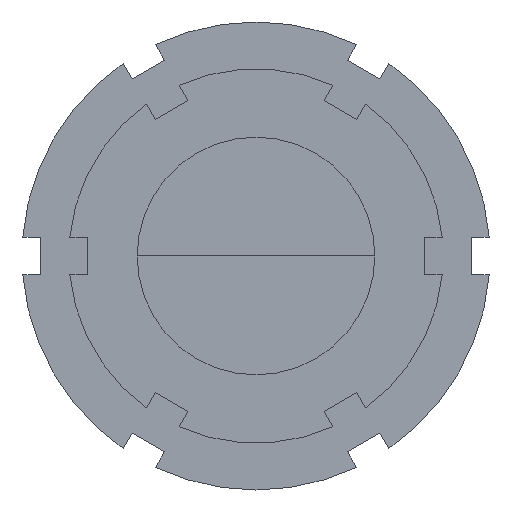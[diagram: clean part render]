
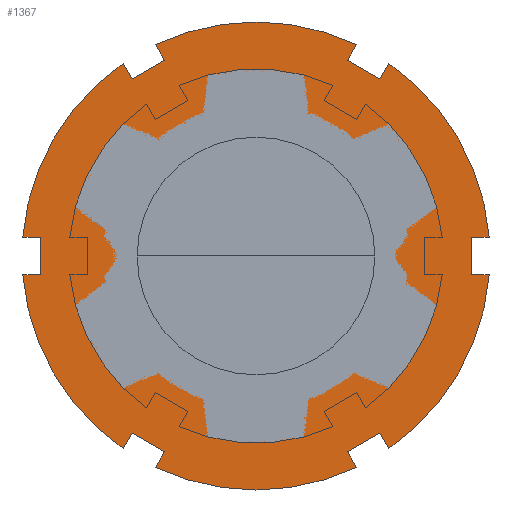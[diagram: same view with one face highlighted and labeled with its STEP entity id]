
A CAD part, left-side view. The second image highlights one B-rep face of the part: STEP entity #1367.
In plain terms, the highlighted planar face has unit normal (-1, 0, 0).
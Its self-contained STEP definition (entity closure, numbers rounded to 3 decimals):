
#65=FACE_BOUND('',#198,.T.);
#123=FACE_OUTER_BOUND('',#197,.T.);
#197=EDGE_LOOP('',(#1031,#1032,#1033,#1034,#1035,#1036,#1037,#1038,#1039,
#1040,#1041,#1042,#1043,#1044,#1045,#1046,#1047,#1048,#1049,#1050,#1051,
#1052,#1053,#1054));
#198=EDGE_LOOP('',(#1055,#1056));
#301=LINE('',#2146,#437);
#302=LINE('',#2150,#438);
#303=LINE('',#2152,#439);
#304=LINE('',#2154,#440);
#305=LINE('',#2158,#441);
#306=LINE('',#2160,#442);
#307=LINE('',#2162,#443);
#308=LINE('',#2166,#444);
#309=LINE('',#2168,#445);
#310=LINE('',#2170,#446);
#311=LINE('',#2174,#447);
#312=LINE('',#2176,#448);
#313=LINE('',#2178,#449);
#314=LINE('',#2182,#450);
#315=LINE('',#2184,#451);
#316=LINE('',#2186,#452);
#317=LINE('',#2190,#453);
#318=LINE('',#2191,#454);
#437=VECTOR('',#1724,304.8);
#438=VECTOR('',#1727,304.8);
#439=VECTOR('',#1728,304.8);
#440=VECTOR('',#1729,304.8);
#441=VECTOR('',#1732,304.8);
#442=VECTOR('',#1733,304.8);
#443=VECTOR('',#1734,304.8);
#444=VECTOR('',#1737,304.8);
#445=VECTOR('',#1738,304.8);
#446=VECTOR('',#1739,304.8);
#447=VECTOR('',#1742,304.8);
#448=VECTOR('',#1743,304.8);
#449=VECTOR('',#1744,304.8);
#450=VECTOR('',#1747,304.8);
#451=VECTOR('',#1748,304.8);
#452=VECTOR('',#1749,304.8);
#453=VECTOR('',#1752,304.8);
#454=VECTOR('',#1753,304.8);
#531=CIRCLE('',#1467,62.5);
#532=CIRCLE('',#1468,62.5);
#533=CIRCLE('',#1469,62.5);
#534=CIRCLE('',#1470,62.5);
#535=CIRCLE('',#1471,62.5);
#536=CIRCLE('',#1472,62.5);
#537=CIRCLE('',#1473,31.75);
#538=CIRCLE('',#1474,31.75);
#613=VERTEX_POINT('',#2144);
#614=VERTEX_POINT('',#2145);
#615=VERTEX_POINT('',#2147);
#616=VERTEX_POINT('',#2149);
#617=VERTEX_POINT('',#2151);
#618=VERTEX_POINT('',#2153);
#619=VERTEX_POINT('',#2155);
#620=VERTEX_POINT('',#2157);
#621=VERTEX_POINT('',#2159);
#622=VERTEX_POINT('',#2161);
#623=VERTEX_POINT('',#2163);
#624=VERTEX_POINT('',#2165);
#625=VERTEX_POINT('',#2167);
#626=VERTEX_POINT('',#2169);
#627=VERTEX_POINT('',#2171);
#628=VERTEX_POINT('',#2173);
#629=VERTEX_POINT('',#2175);
#630=VERTEX_POINT('',#2177);
#631=VERTEX_POINT('',#2179);
#632=VERTEX_POINT('',#2181);
#633=VERTEX_POINT('',#2183);
#634=VERTEX_POINT('',#2185);
#635=VERTEX_POINT('',#2187);
#636=VERTEX_POINT('',#2189);
#637=VERTEX_POINT('',#2192);
#638=VERTEX_POINT('',#2193);
#761=EDGE_CURVE('',#613,#614,#301,.T.);
#762=EDGE_CURVE('',#614,#615,#531,.T.);
#763=EDGE_CURVE('',#615,#616,#302,.T.);
#764=EDGE_CURVE('',#616,#617,#303,.T.);
#765=EDGE_CURVE('',#617,#618,#304,.T.);
#766=EDGE_CURVE('',#618,#619,#532,.T.);
#767=EDGE_CURVE('',#619,#620,#305,.T.);
#768=EDGE_CURVE('',#620,#621,#306,.T.);
#769=EDGE_CURVE('',#621,#622,#307,.T.);
#770=EDGE_CURVE('',#622,#623,#533,.T.);
#771=EDGE_CURVE('',#623,#624,#308,.T.);
#772=EDGE_CURVE('',#624,#625,#309,.T.);
#773=EDGE_CURVE('',#625,#626,#310,.T.);
#774=EDGE_CURVE('',#626,#627,#534,.T.);
#775=EDGE_CURVE('',#627,#628,#311,.T.);
#776=EDGE_CURVE('',#628,#629,#312,.T.);
#777=EDGE_CURVE('',#629,#630,#313,.T.);
#778=EDGE_CURVE('',#630,#631,#535,.T.);
#779=EDGE_CURVE('',#631,#632,#314,.T.);
#780=EDGE_CURVE('',#632,#633,#315,.T.);
#781=EDGE_CURVE('',#633,#634,#316,.T.);
#782=EDGE_CURVE('',#634,#635,#536,.T.);
#783=EDGE_CURVE('',#635,#636,#317,.T.);
#784=EDGE_CURVE('',#636,#613,#318,.T.);
#785=EDGE_CURVE('',#637,#638,#537,.T.);
#786=EDGE_CURVE('',#638,#637,#538,.T.);
#1031=ORIENTED_EDGE('',*,*,#761,.T.);
#1032=ORIENTED_EDGE('',*,*,#762,.T.);
#1033=ORIENTED_EDGE('',*,*,#763,.T.);
#1034=ORIENTED_EDGE('',*,*,#764,.T.);
#1035=ORIENTED_EDGE('',*,*,#765,.T.);
#1036=ORIENTED_EDGE('',*,*,#766,.T.);
#1037=ORIENTED_EDGE('',*,*,#767,.T.);
#1038=ORIENTED_EDGE('',*,*,#768,.T.);
#1039=ORIENTED_EDGE('',*,*,#769,.T.);
#1040=ORIENTED_EDGE('',*,*,#770,.T.);
#1041=ORIENTED_EDGE('',*,*,#771,.T.);
#1042=ORIENTED_EDGE('',*,*,#772,.T.);
#1043=ORIENTED_EDGE('',*,*,#773,.T.);
#1044=ORIENTED_EDGE('',*,*,#774,.T.);
#1045=ORIENTED_EDGE('',*,*,#775,.T.);
#1046=ORIENTED_EDGE('',*,*,#776,.T.);
#1047=ORIENTED_EDGE('',*,*,#777,.T.);
#1048=ORIENTED_EDGE('',*,*,#778,.T.);
#1049=ORIENTED_EDGE('',*,*,#779,.T.);
#1050=ORIENTED_EDGE('',*,*,#780,.T.);
#1051=ORIENTED_EDGE('',*,*,#781,.T.);
#1052=ORIENTED_EDGE('',*,*,#782,.T.);
#1053=ORIENTED_EDGE('',*,*,#783,.T.);
#1054=ORIENTED_EDGE('',*,*,#784,.T.);
#1055=ORIENTED_EDGE('',*,*,#785,.T.);
#1056=ORIENTED_EDGE('',*,*,#786,.T.);
#1235=PLANE('',#1466);
#1367=ADVANCED_FACE('',(#123,#65),#1235,.F.);
#1466=AXIS2_PLACEMENT_3D('',#2143,#1722,#1723);
#1467=AXIS2_PLACEMENT_3D('',#2148,#1725,#1726);
#1468=AXIS2_PLACEMENT_3D('',#2156,#1730,#1731);
#1469=AXIS2_PLACEMENT_3D('',#2164,#1735,#1736);
#1470=AXIS2_PLACEMENT_3D('',#2172,#1740,#1741);
#1471=AXIS2_PLACEMENT_3D('',#2180,#1745,#1746);
#1472=AXIS2_PLACEMENT_3D('',#2188,#1750,#1751);
#1473=AXIS2_PLACEMENT_3D('',#2194,#1754,#1755);
#1474=AXIS2_PLACEMENT_3D('',#2195,#1756,#1757);
#1722=DIRECTION('center_axis',(1.,0.,0.));
#1723=DIRECTION('ref_axis',(0.,0.,1.));
#1724=DIRECTION('',(0.,0.5,0.866));
#1725=DIRECTION('center_axis',(-1.,0.,0.));
#1726=DIRECTION('ref_axis',(0.,1.,0.));
#1727=DIRECTION('',(0.,-1.,0.));
#1728=DIRECTION('',(0.,0.,-1.));
#1729=DIRECTION('',(0.,1.,0.));
#1730=DIRECTION('center_axis',(-1.,0.,0.));
#1731=DIRECTION('ref_axis',(0.,1.,0.));
#1732=DIRECTION('',(0.,-0.5,0.866));
#1733=DIRECTION('',(0.,-0.866,-0.5));
#1734=DIRECTION('',(0.,0.5,-0.866));
#1735=DIRECTION('center_axis',(-1.,0.,0.));
#1736=DIRECTION('ref_axis',(0.,1.,0.));
#1737=DIRECTION('',(0.,0.5,0.866));
#1738=DIRECTION('',(0.,-0.866,0.5));
#1739=DIRECTION('',(0.,-0.5,-0.866));
#1740=DIRECTION('center_axis',(-1.,0.,0.));
#1741=DIRECTION('ref_axis',(0.,1.,0.));
#1742=DIRECTION('',(0.,1.,0.));
#1743=DIRECTION('',(0.,0.,1.));
#1744=DIRECTION('',(0.,-1.,0.));
#1745=DIRECTION('center_axis',(-1.,0.,0.));
#1746=DIRECTION('ref_axis',(0.,1.,0.));
#1747=DIRECTION('',(0.,0.5,-0.866));
#1748=DIRECTION('',(0.,0.866,0.5));
#1749=DIRECTION('',(0.,-0.5,0.866));
#1750=DIRECTION('center_axis',(-1.,0.,0.));
#1751=DIRECTION('ref_axis',(0.,1.,0.));
#1752=DIRECTION('',(0.,-0.5,-0.866));
#1753=DIRECTION('',(0.,0.866,-0.5));
#1754=DIRECTION('center_axis',(1.,0.,0.));
#1755=DIRECTION('ref_axis',(0.,1.,0.));
#1756=DIRECTION('center_axis',(1.,0.,0.));
#1757=DIRECTION('ref_axis',(0.,1.,0.));
#2143=CARTESIAN_POINT('Origin',(22.,-11.5,0.));
#2144=CARTESIAN_POINT('',(22.,21.58,47.296));
#2145=CARTESIAN_POINT('',(22.,23.98,51.453));
#2146=CARTESIAN_POINT('',(22.,21.58,47.296));
#2147=CARTESIAN_POINT('',(22.,50.8,5.));
#2148=CARTESIAN_POINT('Origin',(22.,-11.5,0.));
#2149=CARTESIAN_POINT('',(22.,46.,5.));
#2150=CARTESIAN_POINT('',(22.,50.8,5.));
#2151=CARTESIAN_POINT('',(22.,46.,-5.));
#2152=CARTESIAN_POINT('',(22.,46.,5.));
#2153=CARTESIAN_POINT('',(22.,50.8,-5.));
#2154=CARTESIAN_POINT('',(22.,46.,-5.));
#2155=CARTESIAN_POINT('',(22.,23.98,-51.453));
#2156=CARTESIAN_POINT('Origin',(22.,-11.5,0.));
#2157=CARTESIAN_POINT('',(22.,21.58,-47.296));
#2158=CARTESIAN_POINT('',(22.,23.98,-51.453));
#2159=CARTESIAN_POINT('',(22.,12.92,-52.296));
#2160=CARTESIAN_POINT('',(22.,21.58,-47.296));
#2161=CARTESIAN_POINT('',(22.,15.32,-56.453));
#2162=CARTESIAN_POINT('',(22.,12.92,-52.296));
#2163=CARTESIAN_POINT('',(22.,-38.32,-56.453));
#2164=CARTESIAN_POINT('Origin',(22.,-11.5,0.));
#2165=CARTESIAN_POINT('',(22.,-35.92,-52.296));
#2166=CARTESIAN_POINT('',(22.,-38.32,-56.453));
#2167=CARTESIAN_POINT('',(22.,-44.58,-47.296));
#2168=CARTESIAN_POINT('',(22.,-35.92,-52.296));
#2169=CARTESIAN_POINT('',(22.,-46.98,-51.453));
#2170=CARTESIAN_POINT('',(22.,-44.58,-47.296));
#2171=CARTESIAN_POINT('',(22.,-73.8,-5.));
#2172=CARTESIAN_POINT('Origin',(22.,-11.5,0.));
#2173=CARTESIAN_POINT('',(22.,-69.,-5.));
#2174=CARTESIAN_POINT('',(22.,-73.8,-5.));
#2175=CARTESIAN_POINT('',(22.,-69.,5.));
#2176=CARTESIAN_POINT('',(22.,-69.,-5.));
#2177=CARTESIAN_POINT('',(22.,-73.8,5.));
#2178=CARTESIAN_POINT('',(22.,-69.,5.));
#2179=CARTESIAN_POINT('',(22.,-46.98,51.453));
#2180=CARTESIAN_POINT('Origin',(22.,-11.5,0.));
#2181=CARTESIAN_POINT('',(22.,-44.58,47.296));
#2182=CARTESIAN_POINT('',(22.,-46.98,51.453));
#2183=CARTESIAN_POINT('',(22.,-35.92,52.296));
#2184=CARTESIAN_POINT('',(22.,-44.58,47.296));
#2185=CARTESIAN_POINT('',(22.,-38.32,56.453));
#2186=CARTESIAN_POINT('',(22.,-35.92,52.296));
#2187=CARTESIAN_POINT('',(22.,15.32,56.453));
#2188=CARTESIAN_POINT('Origin',(22.,-11.5,0.));
#2189=CARTESIAN_POINT('',(22.,12.92,52.296));
#2190=CARTESIAN_POINT('',(22.,15.32,56.453));
#2191=CARTESIAN_POINT('',(22.,12.92,52.296));
#2192=CARTESIAN_POINT('',(22.,-43.25,0.));
#2193=CARTESIAN_POINT('',(22.,20.25,0.));
#2194=CARTESIAN_POINT('Origin',(22.,-11.5,0.));
#2195=CARTESIAN_POINT('Origin',(22.,-11.5,0.));
